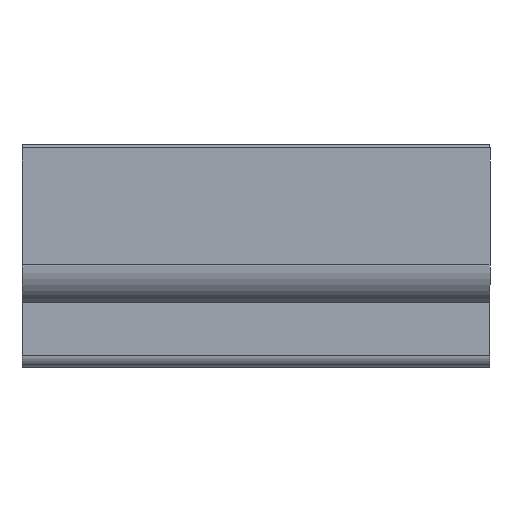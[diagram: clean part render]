
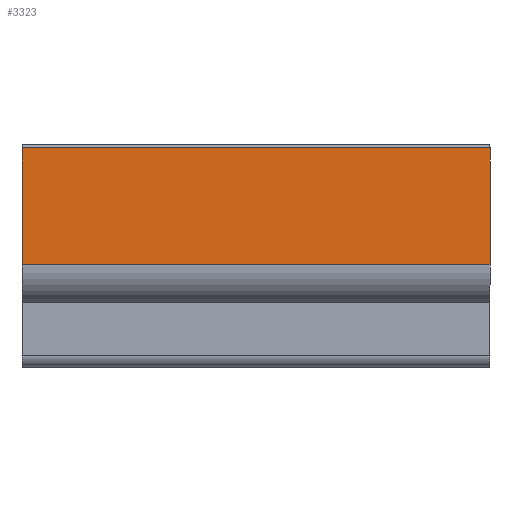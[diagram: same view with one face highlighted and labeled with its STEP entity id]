
A CAD part, left-side view. The second image highlights one B-rep face of the part: STEP entity #3323.
In plain terms, the highlighted planar face has unit normal (-1, 0, 0).
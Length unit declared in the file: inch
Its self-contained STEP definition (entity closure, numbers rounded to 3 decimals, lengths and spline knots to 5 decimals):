
#203=FACE_OUTER_BOUND('',#359,.T.);
#359=EDGE_LOOP('',(#2859,#2860,#2861,#2862));
#765=LINE('',#5341,#1177);
#769=LINE('',#5348,#1181);
#770=LINE('',#5351,#1182);
#771=LINE('',#5352,#1183);
#1177=VECTOR('',#4424,0.3937);
#1181=VECTOR('',#4430,0.3937);
#1182=VECTOR('',#4433,0.3937);
#1183=VECTOR('',#4434,0.3937);
#1519=VERTEX_POINT('',#5338);
#1520=VERTEX_POINT('',#5340);
#1522=VERTEX_POINT('',#5346);
#1523=VERTEX_POINT('',#5350);
#1965=EDGE_CURVE('',#1519,#1520,#765,.T.);
#1969=EDGE_CURVE('',#1519,#1522,#769,.T.);
#1970=EDGE_CURVE('',#1523,#1522,#770,.T.);
#1971=EDGE_CURVE('',#1520,#1523,#771,.T.);
#2859=ORIENTED_EDGE('',*,*,#1969,.T.);
#2860=ORIENTED_EDGE('',*,*,#1970,.F.);
#2861=ORIENTED_EDGE('',*,*,#1971,.F.);
#2862=ORIENTED_EDGE('',*,*,#1965,.F.);
#3008=PLANE('',#3629);
#3323=ADVANCED_FACE('',(#203),#3008,.T.);
#3629=AXIS2_PLACEMENT_3D('',#5349,#4431,#4432);
#4424=DIRECTION('',(0.,0.,-1.));
#4430=DIRECTION('',(0.,1.,0.));
#4431=DIRECTION('center_axis',(-1.,0.,0.));
#4432=DIRECTION('ref_axis',(0.,0.,1.));
#4433=DIRECTION('',(0.,0.,1.));
#4434=DIRECTION('',(0.,1.,0.));
#5338=CARTESIAN_POINT('',(0.34719,11.63722,-17.72314));
#5340=CARTESIAN_POINT('',(0.34719,11.63722,-18.72314));
#5341=CARTESIAN_POINT('',(0.34719,11.63722,-17.72314));
#5346=CARTESIAN_POINT('',(0.34719,15.63722,-17.72314));
#5348=CARTESIAN_POINT('',(0.34719,14.63722,-17.72314));
#5349=CARTESIAN_POINT('Origin',(0.34719,14.63722,-18.72314));
#5350=CARTESIAN_POINT('',(0.34719,15.63722,-18.72314));
#5351=CARTESIAN_POINT('',(0.34719,15.63722,-18.72314));
#5352=CARTESIAN_POINT('',(0.34719,14.63722,-18.72314));
